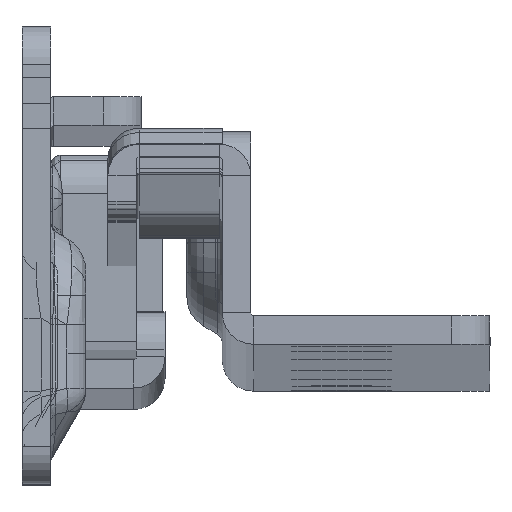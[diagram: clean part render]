
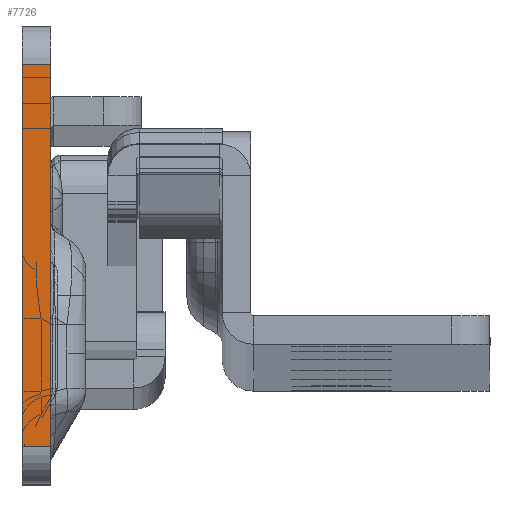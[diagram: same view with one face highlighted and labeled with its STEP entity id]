
A CAD part, top view. The second image highlights one B-rep face of the part: STEP entity #7726.
In plain terms, the highlighted planar face has unit normal (0, 0, 1).
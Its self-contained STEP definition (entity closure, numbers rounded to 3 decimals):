
#183 = VERTEX_POINT ( 'NONE', #13659 ) ;
#1323 = VECTOR ( 'NONE', #1925, 1000. ) ;
#1691 = VECTOR ( 'NONE', #9333, 1000. ) ;
#1925 = DIRECTION ( 'NONE',  ( 1., 0., 0. ) ) ;
#2571 = EDGE_CURVE ( 'NONE', #3070, #183, #7583, .T. ) ;
#2602 = CARTESIAN_POINT ( 'NONE',  ( -142.194, -21.7, 0. ) ) ;
#3070 = VERTEX_POINT ( 'NONE', #11264 ) ;
#3194 = DIRECTION ( 'NONE',  ( 0., -1., 0. ) ) ;
#3432 = VECTOR ( 'NONE', #8173, 1000. ) ;
#3769 = LINE ( 'NONE', #5144, #1691 ) ;
#4216 = VERTEX_POINT ( 'NONE', #7437 ) ;
#4307 = EDGE_CURVE ( 'NONE', #183, #14874, #7499, .T. ) ;
#4955 = DIRECTION ( 'NONE',  ( 0., 0., 1. ) ) ;
#5144 = CARTESIAN_POINT ( 'NONE',  ( -3., -29.094, 0. ) ) ;
#5622 = ORIENTED_EDGE ( 'NONE', *, *, #4307, .F. ) ;
#7437 = CARTESIAN_POINT ( 'NONE',  ( -3., -21.7, 0. ) ) ;
#7499 = LINE ( 'NONE', #13058, #8420 ) ;
#7583 = LINE ( 'NONE', #13136, #1323 ) ;
#7726 = ADVANCED_FACE ( 'NONE', ( #7787 ), #9323, .T. ) ;
#7787 = FACE_OUTER_BOUND ( 'NONE', #9448, .T. ) ;
#8173 = DIRECTION ( 'NONE',  ( 1., 0., 0. ) ) ;
#8420 = VECTOR ( 'NONE', #3194, 1000. ) ;
#9323 = PLANE ( 'NONE',  #12664 ) ;
#9333 = DIRECTION ( 'NONE',  ( 0., -1., 0. ) ) ;
#9413 = CARTESIAN_POINT ( 'NONE',  ( -3., -29.094, 0. ) ) ;
#9447 = LINE ( 'NONE', #2602, #3432 ) ;
#9448 = EDGE_LOOP ( 'NONE', ( #5622, #16063, #15980, #12821 ) ) ;
#11264 = CARTESIAN_POINT ( 'NONE',  ( -3., 18.3, 0. ) ) ;
#12664 = AXIS2_PLACEMENT_3D ( 'NONE', #9413, #4955, #14903 ) ;
#12821 = ORIENTED_EDGE ( 'NONE', *, *, #12925, .T. ) ;
#12925 = EDGE_CURVE ( 'NONE', #4216, #14874, #9447, .T. ) ;
#13058 = CARTESIAN_POINT ( 'NONE',  ( 0., -29.094, 0. ) ) ;
#13136 = CARTESIAN_POINT ( 'NONE',  ( -3., 18.3, 0. ) ) ;
#13273 = EDGE_CURVE ( 'NONE', #3070, #4216, #3769, .T. ) ;
#13659 = CARTESIAN_POINT ( 'NONE',  ( 0., 18.3, 0. ) ) ;
#14874 = VERTEX_POINT ( 'NONE', #15771 ) ;
#14903 = DIRECTION ( 'NONE',  ( 1., 0., 0. ) ) ;
#15771 = CARTESIAN_POINT ( 'NONE',  ( 0., -21.7, 0. ) ) ;
#15980 = ORIENTED_EDGE ( 'NONE', *, *, #13273, .T. ) ;
#16063 = ORIENTED_EDGE ( 'NONE', *, *, #2571, .F. ) ;
